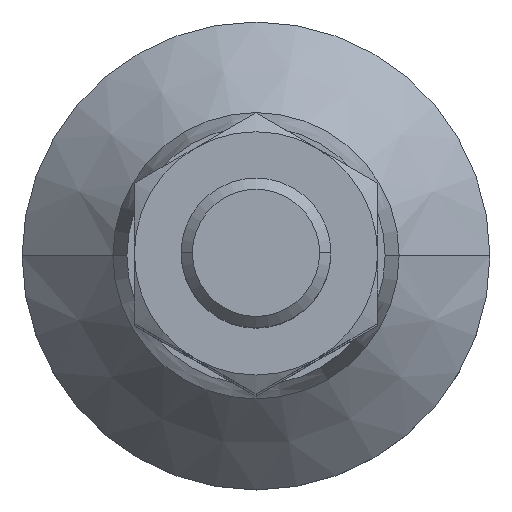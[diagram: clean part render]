
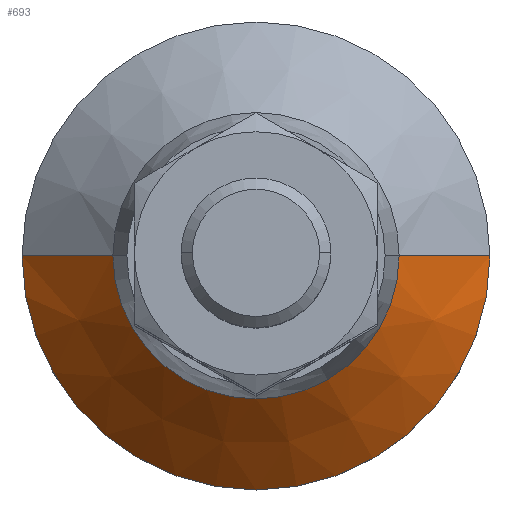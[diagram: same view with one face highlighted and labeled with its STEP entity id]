
A CAD part, top view. The second image highlights one B-rep face of the part: STEP entity #693.
In plain terms, the highlighted conical face has half-angle 45 degrees and reference radius 10.075 mm.
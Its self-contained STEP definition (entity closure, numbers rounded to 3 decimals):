
#421=EDGE_CURVE('',#583,#541,#1054,.T.);
#459=EDGE_CURVE('',#541,#799,#1097,.T.);
#527=EDGE_CURVE('',#799,#889,#1175,.T.);
#541=VERTEX_POINT('',#1190);
#583=VERTEX_POINT('',#1238);
#693=ADVANCED_FACE('',(#1361),#1362,.T.);
#717=EDGE_CURVE('',#583,#889,#1387,.T.);
#799=VERTEX_POINT('',#1480);
#889=VERTEX_POINT('',#1581);
#1054=LINE('',#1793,#1794);
#1097=CIRCLE('',#1876,7.65);
#1175=LINE('',#2025,#2026);
#1190=CARTESIAN_POINT('',(7.65,0.,8.85));
#1238=CARTESIAN_POINT('',(12.5,0.,4.));
#1361=FACE_OUTER_BOUND('',#2410,.T.);
#1362=CONICAL_SURFACE('',#2411,10.075,0.785);
#1387=CIRCLE('',#2445,12.5);
#1480=CARTESIAN_POINT('',(-7.65,0.,8.85));
#1581=CARTESIAN_POINT('',(-12.5,0.,4.));
#1793=CARTESIAN_POINT('',(10.075,0.,6.425));
#1794=VECTOR('',#3074,1.0);
#1876=AXIS2_PLACEMENT_3D('',#3133,#3134,#3135);
#2025=CARTESIAN_POINT('',(-10.075,0.,6.425));
#2026=VECTOR('',#3224,1.0);
#2410=EDGE_LOOP('',(#3420,#3421,#3422,#3423));
#2411=AXIS2_PLACEMENT_3D('',#3424,#3425,#3426);
#2445=AXIS2_PLACEMENT_3D('',#3448,#3449,#3450);
#3074=DIRECTION('',(-0.707,0.,0.707));
#3133=CARTESIAN_POINT('',(0.0,0.,8.85));
#3134=DIRECTION('',(-0.0,0.0,-1.0));
#3135=DIRECTION('',(-1.0,0.,0.0));
#3224=DIRECTION('',(-0.707,0.,-0.707));
#3420=ORIENTED_EDGE('',*,*,#527,.T.);
#3421=ORIENTED_EDGE('',*,*,#717,.F.);
#3422=ORIENTED_EDGE('',*,*,#421,.T.);
#3423=ORIENTED_EDGE('',*,*,#459,.T.);
#3424=CARTESIAN_POINT('',(0.0,0.,6.425));
#3425=DIRECTION('',(-0.0,-0.0,-1.0));
#3426=DIRECTION('',(-1.0,0.,0.0));
#3448=CARTESIAN_POINT('',(0.0,0.,4.));
#3449=DIRECTION('',(-0.0,0.0,-1.0));
#3450=DIRECTION('',(-1.0,0.,0.0));
